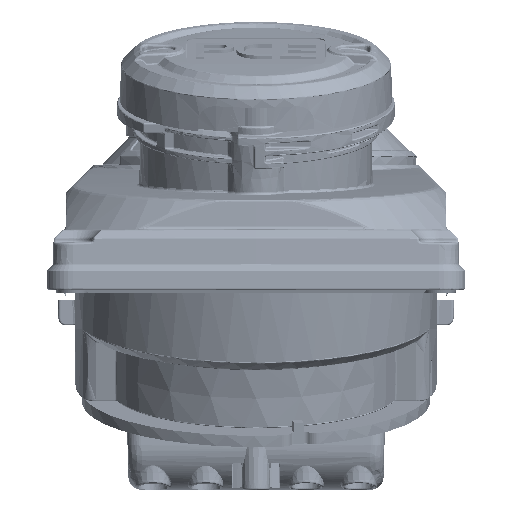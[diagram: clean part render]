
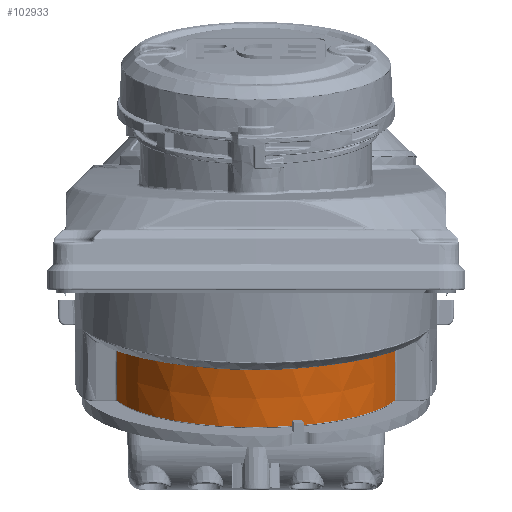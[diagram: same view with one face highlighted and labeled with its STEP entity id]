
A CAD part, left-side view. The second image highlights one B-rep face of the part: STEP entity #102933.
In plain terms, the highlighted conical face has half-angle 0.5 degrees and reference radius 31.363 mm.
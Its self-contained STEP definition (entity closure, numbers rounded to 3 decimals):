
#4107 = CARTESIAN_POINT ( 'NONE',  ( -41.937, -29.866, -36.841 ) ) ;
#14430 = VERTEX_POINT ( 'NONE', #162145 ) ;
#17320 = CARTESIAN_POINT ( 'NONE',  ( -44.2, -29.921, -28.677 ) ) ;
#27639 = CIRCLE ( 'NONE', #37485, 31.363 ) ;
#31566 = EDGE_CURVE ( 'NONE', #195494, #14430, #216067, .T. ) ;
#33009 = CARTESIAN_POINT ( 'NONE',  ( -44.2, 29.921, -28.677 ) ) ;
#37485 = AXIS2_PLACEMENT_3D ( 'NONE', #50755, #184195, #69947 ) ;
#43216 = B_SPLINE_CURVE_WITH_KNOTS ( 'NONE', 3,
 ( #107264, #33009, #243121, #128878 ),
 .UNSPECIFIED., .F., .F.,
 ( 4, 4 ),
 ( 0., 1. ),
 .UNSPECIFIED. ) ;
#50755 = CARTESIAN_POINT ( 'NONE',  ( -36.334, 0., -22.184 ) ) ;
#56300 = CONICAL_SURFACE ( 'NONE', #148446, 31.363, 0.009 ) ;
#58945 = EDGE_CURVE ( 'NONE', #134468, #186414, #27639, .T. ) ;
#69947 = DIRECTION ( 'NONE',  ( -0.966, 0., -0.259 ) ) ;
#76445 = ORIENTED_EDGE ( 'NONE', *, *, #156060, .T. ) ;
#80513 = CARTESIAN_POINT ( 'NONE',  ( -45.331, -29.948, -24.595 ) ) ;
#102933 = ADVANCED_FACE ( 'NONE', ( #118998 ), #56300, .T. ) ;
#103258 = CARTESIAN_POINT ( 'NONE',  ( -36.334, 0., -22.184 ) ) ;
#107264 = CARTESIAN_POINT ( 'NONE',  ( -45.331, 29.948, -24.595 ) ) ;
#107436 = EDGE_CURVE ( 'NONE', #14430, #134468, #151694, .T. ) ;
#108608 = CARTESIAN_POINT ( 'NONE',  ( -33.045, 0., -34.458 ) ) ;
#118363 = CARTESIAN_POINT ( 'NONE',  ( -45.331, 29.948, -24.595 ) ) ;
#118998 = FACE_OUTER_BOUND ( 'NONE', #204691, .T. ) ;
#122351 = DIRECTION ( 'NONE',  ( 0.966, 0., 0.259 ) ) ;
#127745 = DIRECTION ( 'NONE',  ( -0.966, 0., -0.259 ) ) ;
#128878 = CARTESIAN_POINT ( 'NONE',  ( -41.937, 29.866, -36.841 ) ) ;
#131569 = CARTESIAN_POINT ( 'NONE',  ( -43.068, -29.894, -32.759 ) ) ;
#134468 = VERTEX_POINT ( 'NONE', #80513 ) ;
#148446 = AXIS2_PLACEMENT_3D ( 'NONE', #103258, #179133, #122351 ) ;
#150762 = CARTESIAN_POINT ( 'NONE',  ( -45.331, -29.948, -24.595 ) ) ;
#151694 = B_SPLINE_CURVE_WITH_KNOTS ( 'NONE', 3,
 ( #4107, #131569, #17320, #150762 ),
 .UNSPECIFIED., .F., .F.,
 ( 4, 4 ),
 ( 0., 1. ),
 .UNSPECIFIED. ) ;
#156060 = EDGE_CURVE ( 'NONE', #186414, #195494, #43216, .T. ) ;
#162145 = CARTESIAN_POINT ( 'NONE',  ( -41.937, -29.866, -36.841 ) ) ;
#162625 = CARTESIAN_POINT ( 'NONE',  ( -41.937, 29.866, -36.841 ) ) ;
#179133 = DIRECTION ( 'NONE',  ( -0.259, 0., 0.966 ) ) ;
#184195 = DIRECTION ( 'NONE',  ( 0.259, 0., -0.966 ) ) ;
#186299 = AXIS2_PLACEMENT_3D ( 'NONE', #108608, #242002, #127745 ) ;
#186414 = VERTEX_POINT ( 'NONE', #118363 ) ;
#191133 = ORIENTED_EDGE ( 'NONE', *, *, #107436, .T. ) ;
#194792 = ORIENTED_EDGE ( 'NONE', *, *, #31566, .T. ) ;
#195494 = VERTEX_POINT ( 'NONE', #162625 ) ;
#204691 = EDGE_LOOP ( 'NONE', ( #191133, #206874, #76445, #194792 ) ) ;
#206874 = ORIENTED_EDGE ( 'NONE', *, *, #58945, .T. ) ;
#216067 = CIRCLE ( 'NONE', #186299, 31.253 ) ;
#242002 = DIRECTION ( 'NONE',  ( -0.259, 0., 0.966 ) ) ;
#243121 = CARTESIAN_POINT ( 'NONE',  ( -43.068, 29.894, -32.759 ) ) ;
